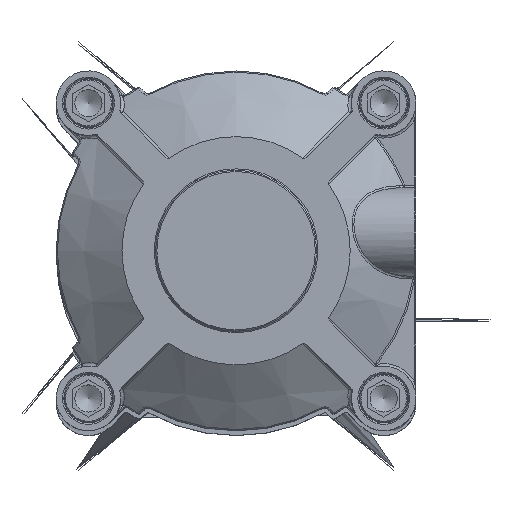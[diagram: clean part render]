
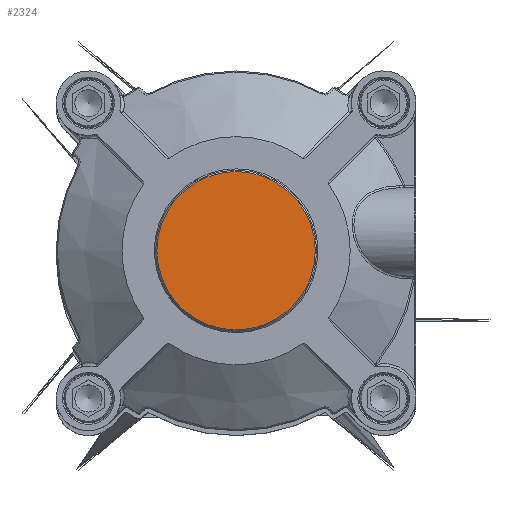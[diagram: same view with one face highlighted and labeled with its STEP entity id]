
A CAD part, top view. The second image highlights one B-rep face of the part: STEP entity #2324.
In plain terms, the highlighted planar face has unit normal (0, 0, 1).
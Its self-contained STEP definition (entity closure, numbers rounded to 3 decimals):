
#2284=CARTESIAN_POINT('',(29.5,0.,65.4));
#2285=VERTEX_POINT('',#2284);
#2286=CARTESIAN_POINT('',(0.0,0.0,65.4));
#2287=DIRECTION('',(0.0,0.0,-1.0));
#2288=DIRECTION('',(-1.0,0.0,0.0));
#2289=AXIS2_PLACEMENT_3D('',#2286,#2287,#2288);
#2290=CIRCLE('',#2289,29.5);
#2291=EDGE_CURVE('',#2285,#2285,#2290,.T.);
#2316=CARTESIAN_POINT('',(15.0,0.0,65.4));
#2317=DIRECTION('',(0.0,0.0,1.0));
#2318=DIRECTION('',(1.0,0.0,0.0));
#2319=AXIS2_PLACEMENT_3D('',#2316,#2317,#2318);
#2320=PLANE('',#2319);
#2321=ORIENTED_EDGE('',*,*,#2291,.F.);
#2322=EDGE_LOOP('',(#2321));
#2323=FACE_OUTER_BOUND('',#2322,.T.);
#2324=ADVANCED_FACE('',(#2323),#2320,.T.);
